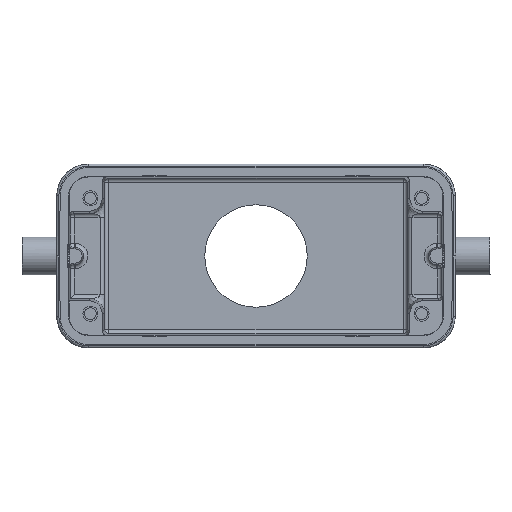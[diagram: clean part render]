
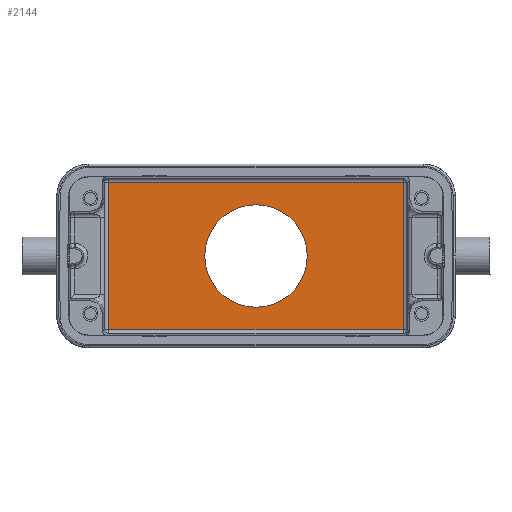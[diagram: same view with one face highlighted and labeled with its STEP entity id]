
A CAD part, front view. The second image highlights one B-rep face of the part: STEP entity #2144.
In plain terms, the highlighted planar face has unit normal (0, -1, 0).
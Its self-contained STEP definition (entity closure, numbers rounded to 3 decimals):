
#665=PLANE('',#6194);
#1254=LINE('',#10209,#1815);
#1255=LINE('',#10217,#1816);
#1256=LINE('',#10223,#1817);
#1259=LINE('',#10233,#1820);
#1815=VECTOR('',#7576,1.);
#1816=VECTOR('',#7587,1.);
#1817=VECTOR('',#7596,1.);
#1820=VECTOR('',#7611,1.);
#2144=ADVANCED_FACE('',(#2350,#2351),#665,.F.);
#2350=FACE_BOUND('',#2660,.T.);
#2351=FACE_BOUND('',#2661,.T.);
#2660=EDGE_LOOP('',(#3963));
#2661=EDGE_LOOP('',(#3964,#3965,#3966,#3967));
#3963=ORIENTED_EDGE('',*,*,#5518,.F.);
#3964=ORIENTED_EDGE('',*,*,#5512,.T.);
#3965=ORIENTED_EDGE('',*,*,#5509,.T.);
#3966=ORIENTED_EDGE('',*,*,#5505,.T.);
#3967=ORIENTED_EDGE('',*,*,#5517,.T.);
#4601=VERTEX_POINT('',#8766);
#4778=VERTEX_POINT('',#10210);
#4779=VERTEX_POINT('',#10216);
#4780=VERTEX_POINT('',#10222);
#4782=VERTEX_POINT('',#10236);
#5505=EDGE_CURVE('',#4778,#4601,#1254,.T.);
#5509=EDGE_CURVE('',#4779,#4778,#1255,.T.);
#5512=EDGE_CURVE('',#4780,#4779,#1256,.T.);
#5517=EDGE_CURVE('',#4601,#4780,#1259,.T.);
#5518=EDGE_CURVE('',#4782,#4782,#5758,.T.);
#5758=CIRCLE('',#6193,12.);
#6193=AXIS2_PLACEMENT_3D('',#10235,#7614,#7615);
#6194=AXIS2_PLACEMENT_3D('',#10237,#7616,#7617);
#7576=DIRECTION('',(0.,0.,1.));
#7587=DIRECTION('',(1.,0.,0.));
#7596=DIRECTION('',(0.,0.,-1.));
#7611=DIRECTION('',(-1.,0.,0.));
#7614=DIRECTION('',(0.,-1.,0.));
#7615=DIRECTION('',(0.,0.,1.));
#7616=DIRECTION('',(0.,1.,0.));
#7617=DIRECTION('',(1.,0.,0.));
#8766=CARTESIAN_POINT('',(34.445,43.,17.222));
#10209=CARTESIAN_POINT('',(34.445,43.,-17.222));
#10210=CARTESIAN_POINT('',(34.445,43.,-17.222));
#10216=CARTESIAN_POINT('',(-34.445,43.,-17.222));
#10217=CARTESIAN_POINT('',(-34.445,43.,-17.222));
#10222=CARTESIAN_POINT('',(-34.445,43.,17.222));
#10223=CARTESIAN_POINT('',(-34.445,43.,17.222));
#10233=CARTESIAN_POINT('',(34.445,43.,17.222));
#10235=CARTESIAN_POINT('',(0.,43.,0.));
#10236=CARTESIAN_POINT('',(0.,43.,12.));
#10237=CARTESIAN_POINT('',(45.5,43.,-21.5));
